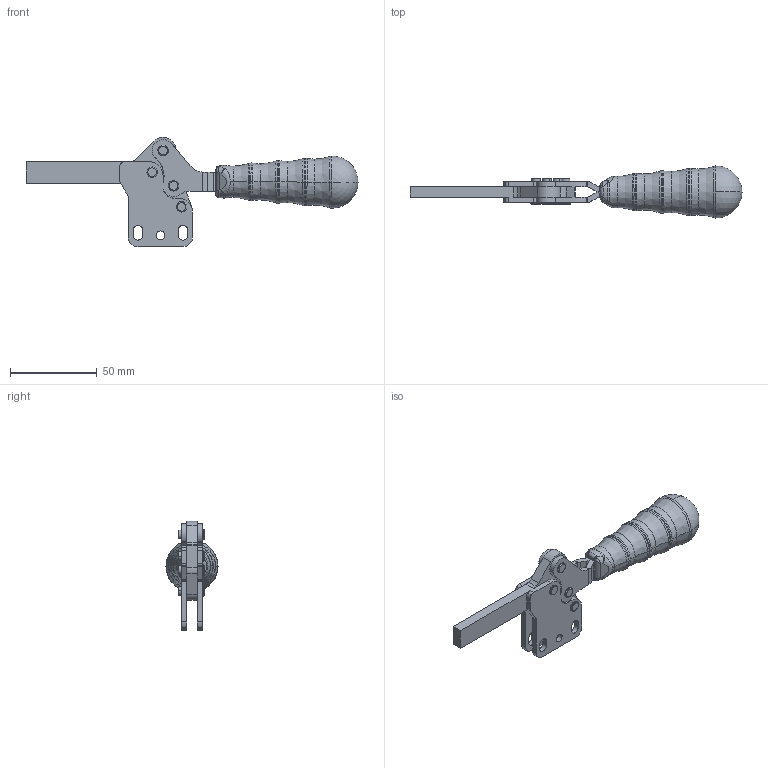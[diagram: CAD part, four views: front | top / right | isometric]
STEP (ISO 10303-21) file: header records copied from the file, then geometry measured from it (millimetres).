
FILE_DESCRIPTION((''),'2;1');
FILE_NAME('132F.1.stp','2005-09-27T16:53:11',('Kysilko'),(''),'Autodesk Inventor 8','Autodesk Inventor 8','');
FILE_SCHEMA(('AUTOMOTIVE_DESIGN { 1 0 10303 214 1 1 1 1 }'));
Length unit declared in the file: millimetre
Products named in the file (1): Part41
Bounding box: 191.44 x 30 x 62.88 mm (x, y, z)
Volume: 54768.7 mm3; surface area: 21977.9 mm2
Topology: 1 solids, 4 shells, 881 faces, 2391 edges, 1371 vertices
Faces by surface type: plane 358, cone 310, cylinder 108, bspline 87, sphere 10, torus 8
Entity records: 33611 total; most frequent: CARTESIAN_POINT 12556, ORIENTED_EDGE 4746, DIRECTION 4364, EDGE_CURVE 2373, AXIS2_PLACEMENT_3D 1806, VERTEX_POINT 1371, EDGE_LOOP 1060, CIRCLE 1011
